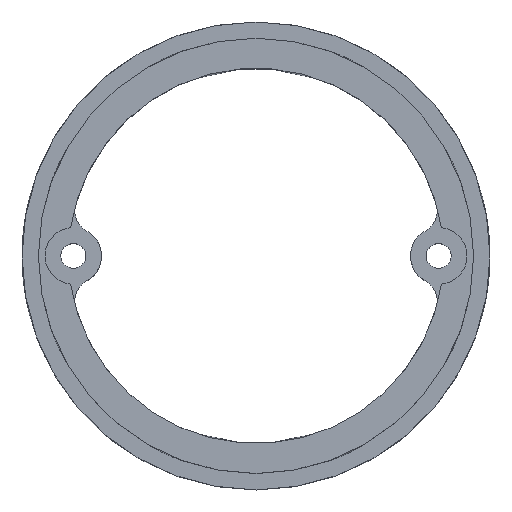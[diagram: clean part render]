
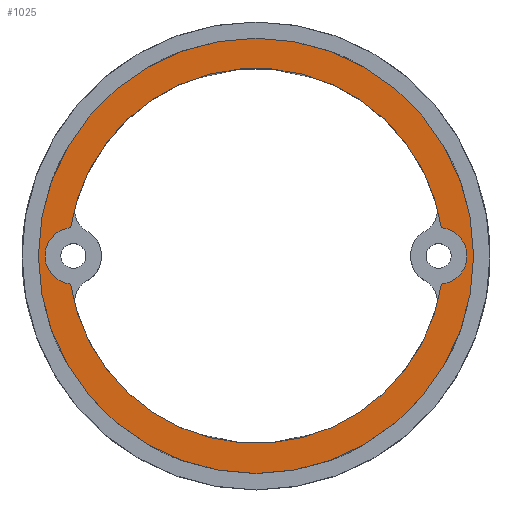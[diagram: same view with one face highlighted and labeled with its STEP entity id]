
A CAD part, top view. The second image highlights one B-rep face of the part: STEP entity #1025.
In plain terms, the highlighted planar face has unit normal (0, 0, 1).
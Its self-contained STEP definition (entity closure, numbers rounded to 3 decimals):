
#52 = VERTEX_POINT('',#53);
#53 = CARTESIAN_POINT('',(23.778,-3.608,12.5));
#59 = EDGE_CURVE('',#60,#52,#62,.T.);
#60 = VERTEX_POINT('',#61);
#61 = CARTESIAN_POINT('',(-23.778,-3.608,12.5));
#62 = CIRCLE('',#63,24.05);
#63 = AXIS2_PLACEMENT_3D('',#64,#65,#66);
#64 = CARTESIAN_POINT('',(0.,0.,12.5));
#65 = DIRECTION('',(0.,0.,1.));
#66 = DIRECTION('',(1.,0.,0.));
#969 = EDGE_CURVE('',#970,#60,#972,.T.);
#970 = VERTEX_POINT('',#971);
#971 = CARTESIAN_POINT('',(-23.778,3.608,12.5));
#972 = CIRCLE('',#973,3.625);
#973 = AXIS2_PLACEMENT_3D('',#974,#975,#976);
#974 = CARTESIAN_POINT('',(-23.428,0.,12.5));
#975 = DIRECTION('',(0.,0.,1.));
#976 = DIRECTION('',(1.,0.,0.));
#995 = VERTEX_POINT('',#996);
#996 = CARTESIAN_POINT('',(23.778,3.608,12.5));
#1002 = EDGE_CURVE('',#1003,#995,#1005,.T.);
#1003 = VERTEX_POINT('',#1004);
#1004 = CARTESIAN_POINT('',(27.053,0.,12.5));
#1005 = CIRCLE('',#1006,3.625);
#1006 = AXIS2_PLACEMENT_3D('',#1007,#1008,#1009);
#1007 = CARTESIAN_POINT('',(23.428,0.,12.5));
#1008 = DIRECTION('',(0.,0.,1.));
#1009 = DIRECTION('',(1.,0.,0.));
#1011 = EDGE_CURVE('',#52,#1003,#1012,.T.);
#1012 = CIRCLE('',#1013,3.625);
#1013 = AXIS2_PLACEMENT_3D('',#1014,#1015,#1016);
#1014 = CARTESIAN_POINT('',(23.428,0.,12.5));
#1015 = DIRECTION('',(0.,0.,1.));
#1016 = DIRECTION('',(1.,0.,0.));
#1025 = ADVANCED_FACE('',(#1026,#1046),#1059,.T.);
#1026 = FACE_BOUND('',#1027,.T.);
#1027 = EDGE_LOOP('',(#1028,#1039));
#1028 = ORIENTED_EDGE('',*,*,#1029,.T.);
#1029 = EDGE_CURVE('',#1030,#1032,#1034,.T.);
#1030 = VERTEX_POINT('',#1031);
#1031 = CARTESIAN_POINT('',(27.9,0.,12.5));
#1032 = VERTEX_POINT('',#1033);
#1033 = CARTESIAN_POINT('',(-27.9,0.,12.5));
#1034 = CIRCLE('',#1035,27.9);
#1035 = AXIS2_PLACEMENT_3D('',#1036,#1037,#1038);
#1036 = CARTESIAN_POINT('',(0.,0.,12.5));
#1037 = DIRECTION('',(0.,0.,1.));
#1038 = DIRECTION('',(1.,0.,0.));
#1039 = ORIENTED_EDGE('',*,*,#1040,.T.);
#1040 = EDGE_CURVE('',#1032,#1030,#1041,.T.);
#1041 = CIRCLE('',#1042,27.9);
#1042 = AXIS2_PLACEMENT_3D('',#1043,#1044,#1045);
#1043 = CARTESIAN_POINT('',(0.,0.,12.5));
#1044 = DIRECTION('',(0.,0.,1.));
#1045 = DIRECTION('',(1.,0.,0.));
#1046 = FACE_BOUND('',#1047,.T.);
#1047 = EDGE_LOOP('',(#1048,#1049,#1056,#1057,#1058));
#1048 = ORIENTED_EDGE('',*,*,#969,.F.);
#1049 = ORIENTED_EDGE('',*,*,#1050,.F.);
#1050 = EDGE_CURVE('',#995,#970,#1051,.T.);
#1051 = CIRCLE('',#1052,24.05);
#1052 = AXIS2_PLACEMENT_3D('',#1053,#1054,#1055);
#1053 = CARTESIAN_POINT('',(0.,0.,12.5));
#1054 = DIRECTION('',(0.,0.,1.));
#1055 = DIRECTION('',(1.,0.,0.));
#1056 = ORIENTED_EDGE('',*,*,#1002,.F.);
#1057 = ORIENTED_EDGE('',*,*,#1011,.F.);
#1058 = ORIENTED_EDGE('',*,*,#59,.F.);
#1059 = PLANE('',#1060);
#1060 = AXIS2_PLACEMENT_3D('',#1061,#1062,#1063);
#1061 = CARTESIAN_POINT('',(0.,0.,12.5)
  );
#1062 = DIRECTION('',(0.,0.,1.));
#1063 = DIRECTION('',(1.,0.,0.));
